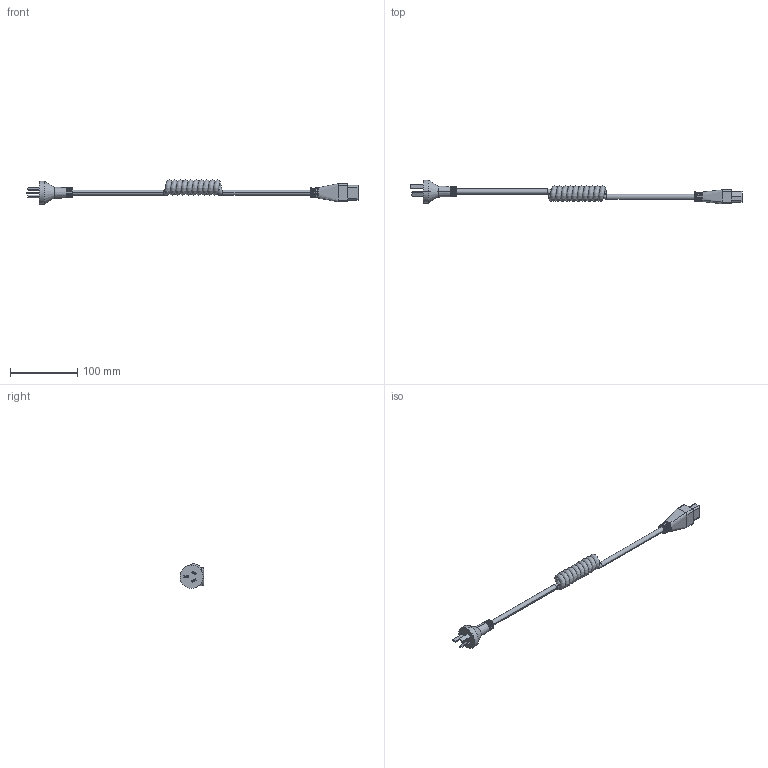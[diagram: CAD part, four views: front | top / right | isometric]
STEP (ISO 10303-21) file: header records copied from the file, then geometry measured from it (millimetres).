
FILE_DESCRIPTION (( 'STEP AP214' ), '1' );
FILE_NAME ('PCH25CZ8-BLK-02F_3D.step', '2025-03-03T22:51:31', ( '' ), ( '' ), 'SwSTEP 2.0', 'SolidWorks 2022', '' );
FILE_SCHEMA (( 'AUTOMOTIVE_DESIGN' ));
Length unit declared in the file: inch
Products named in the file (4): AS_NZS 3112; PCH25CZ8-BLK-02F_3D; COILED POWER CORD 18AWG 3C SJT; IEC60320 C13
Assembly tree (3 placements, depth 2):
  PCH25CZ8-BLK-02F_3D
    IEC60320 C13
    AS_NZS 3112
    COILED POWER CORD 18AWG 3C SJT
Bounding box: 495.45 x 35.45 x 36.53 mm (x, y, z)
Volume: 80941.1 mm3; surface area: 33473.1 mm2
Topology: 3 solids, 3 shells, 238 faces, 657 edges, 427 vertices
Faces by surface type: plane 167, cylinder 55, cone 6, bspline 5, torus 5
Entity records: 14532 total; most frequent: CARTESIAN_POINT 8098, ORIENTED_EDGE 1308, DIRECTION 1096, EDGE_CURVE 654, VERTEX_POINT 428, AXIS2_PLACEMENT_3D 389, VECTOR 318, LINE 318
